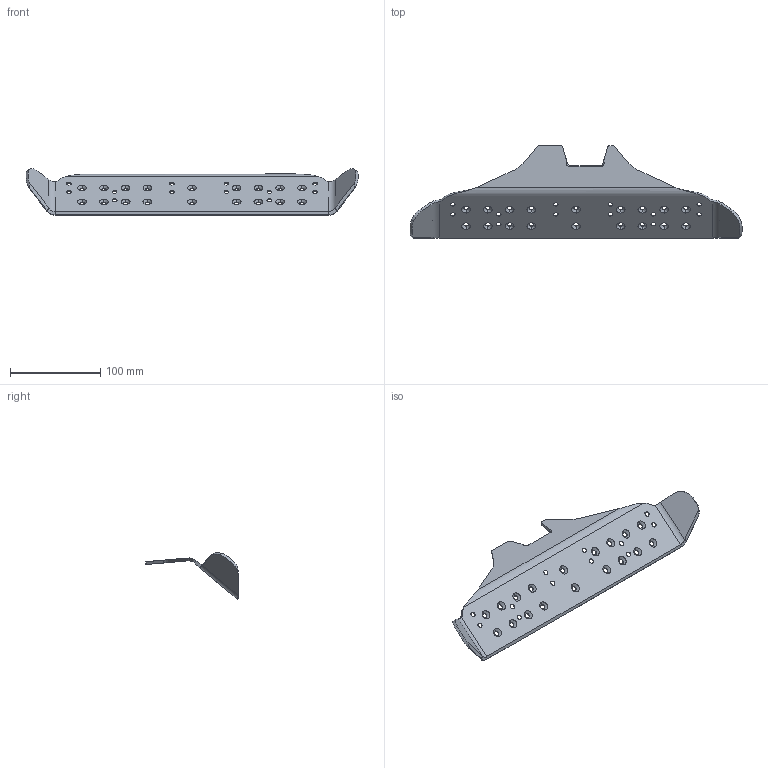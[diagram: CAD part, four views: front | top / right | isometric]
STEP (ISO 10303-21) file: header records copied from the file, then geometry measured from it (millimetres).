
FILE_DESCRIPTION (( 'STEP AP214' ), '1' );
FILE_NAME ('Full Plow Wedge.STEP', '2024-02-21T01:50:10', ( '' ), ( '' ), 'SwSTEP 2.0', 'SolidWorks 2023', '' );
FILE_SCHEMA (( 'AUTOMOTIVE_DESIGN' ));
Length unit declared in the file: inch
Products named in the file (1): Full Plow Wedge
Bounding box: 368.3 x 103.05 x 51.77 mm (x, y, z)
Volume: 90865.7 mm3; surface area: 62648.2 mm2
Topology: 1 solids, 1 shells, 183 faces, 459 edges, 278 vertices
Faces by surface type: cylinder 83, cone 62, plane 30, bspline 8
Entity records: 6088 total; most frequent: CARTESIAN_POINT 1499, DIRECTION 997, ORIENTED_EDGE 918, EDGE_CURVE 459, AXIS2_PLACEMENT_3D 396, VERTEX_POINT 278, EDGE_LOOP 243, CIRCLE 220
